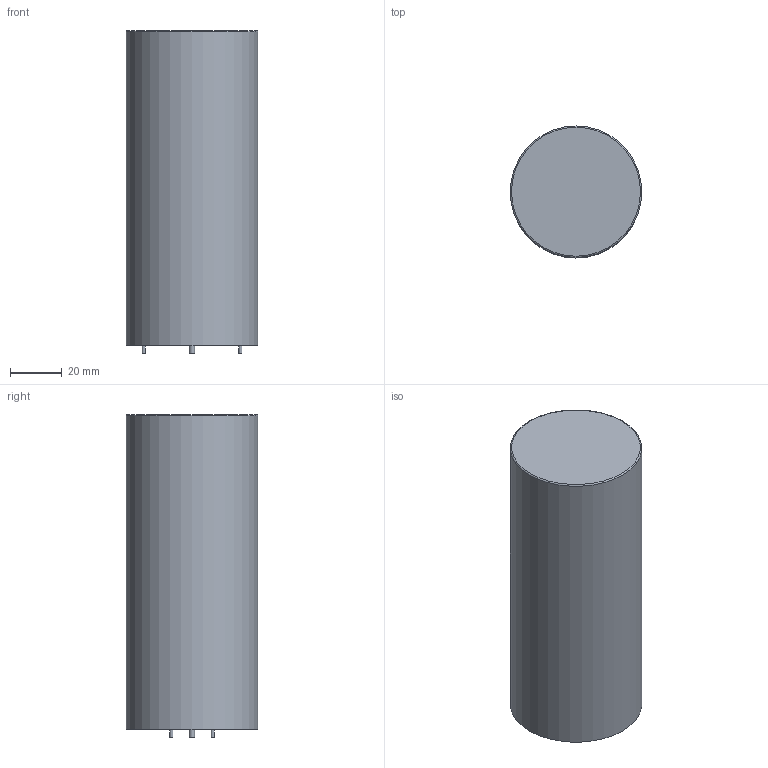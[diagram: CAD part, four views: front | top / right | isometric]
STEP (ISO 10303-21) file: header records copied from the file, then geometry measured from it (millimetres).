
FILE_DESCRIPTION(/* description */ (''),/* implementation_level */ '2;1');
FILE_NAME(/* name */ 'CAPRD_ELECTRONICON_E54.G12-144P31.stp',/* time_stamp */ '2016-04-13T11:40:42+02:00',/* author */ ('riccim'),/* organization */ ('SolidWorks'),/* preprocessor_version */ 'ST-DEVELOPER v15.5',/* originating_system */ 'AutoCAD Mechanical',/* authorisation */ ' ');
FILE_SCHEMA (('AUTOMOTIVE_DESIGN { 1 0 10303 214 3 1 1 }'));
Length unit declared in the file: millimetre
Products named in the file (1): Product
Bounding box: 51 x 51 x 125.2 mm (x, y, z)
Volume: 247323.3 mm3; surface area: 28018.6 mm2
Topology: 7 solids, 7 shells, 24 faces, 27 edges, 18 vertices
Faces by surface type: plane 15, cylinder 8, torus 1
Full cylindrical faces by diameter (mm): 1.2 x4, 2 x1, 49.5 x2, 51 x1
Entity records: 447 total; most frequent: DIRECTION 84, CARTESIAN_POINT 59, AXIS2_PLACEMENT_3D 42, EDGE_LOOP 34, ORIENTED_EDGE 34, FACE_OUTER_BOUND 24, ADVANCED_FACE 24, CIRCLE 17
